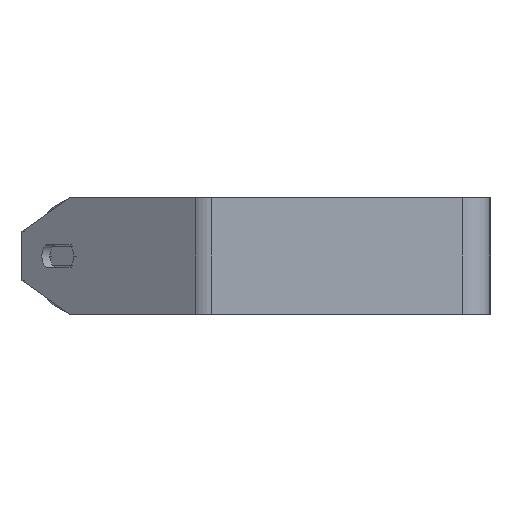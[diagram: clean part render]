
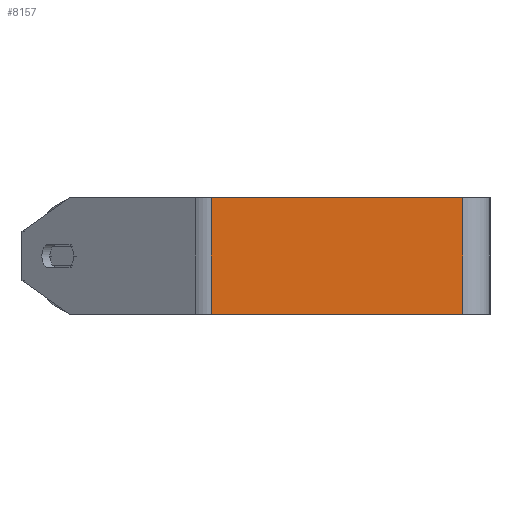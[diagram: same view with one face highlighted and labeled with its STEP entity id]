
A CAD part, left-side view. The second image highlights one B-rep face of the part: STEP entity #8157.
In plain terms, the highlighted planar face has unit normal (-1, 0, 0).
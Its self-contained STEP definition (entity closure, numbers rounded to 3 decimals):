
#506 = CARTESIAN_POINT ( 'NONE',  ( -400., 147.637, 30. ) ) ;
#611 = AXIS2_PLACEMENT_3D ( 'NONE', #506, #8691, #3201 ) ;
#627 = CARTESIAN_POINT ( 'NONE',  ( -400., 14., -30. ) ) ;
#1061 = CARTESIAN_POINT ( 'NONE',  ( -400., 143.223, 30. ) ) ;
#1230 = CARTESIAN_POINT ( 'NONE',  ( -400., 14., 30. ) ) ;
#1358 = ORIENTED_EDGE ( 'NONE', *, *, #7364, .T. ) ;
#1420 = VERTEX_POINT ( 'NONE', #5205 ) ;
#1549 = VECTOR ( 'NONE', #6301, 1000. ) ;
#1551 = EDGE_CURVE ( 'NONE', #8350, #5093, #7339, .T. ) ;
#1651 = DIRECTION ( 'NONE',  ( 0., -1., 0. ) ) ;
#2206 = EDGE_CURVE ( 'NONE', #1420, #5093, #8445, .T. ) ;
#2283 = CARTESIAN_POINT ( 'NONE',  ( -400., 147.637, -30. ) ) ;
#2797 = CARTESIAN_POINT ( 'NONE',  ( -400., 143.223, 30. ) ) ;
#3201 = DIRECTION ( 'NONE',  ( 0., 0., -1. ) ) ;
#3359 = EDGE_LOOP ( 'NONE', ( #6508, #3920, #4803, #1358 ) ) ;
#3920 = ORIENTED_EDGE ( 'NONE', *, *, #1551, .F. ) ;
#4167 = VECTOR ( 'NONE', #6149, 1000. ) ;
#4775 = CARTESIAN_POINT ( 'NONE',  ( -400., 147.637, 30. ) ) ;
#4803 = ORIENTED_EDGE ( 'NONE', *, *, #8268, .F. ) ;
#4988 = CARTESIAN_POINT ( 'NONE',  ( -400., 14., 30. ) ) ;
#5093 = VERTEX_POINT ( 'NONE', #627 ) ;
#5205 = CARTESIAN_POINT ( 'NONE',  ( -400., 143.223, -30. ) ) ;
#5488 = LINE ( 'NONE', #4775, #4167 ) ;
#5894 = PLANE ( 'NONE',  #611 ) ;
#6149 = DIRECTION ( 'NONE',  ( 0., -1., 0. ) ) ;
#6301 = DIRECTION ( 'NONE',  ( 0., 0., -1. ) ) ;
#6395 = VECTOR ( 'NONE', #1651, 1000. ) ;
#6490 = DIRECTION ( 'NONE',  ( 0., 0., -1. ) ) ;
#6508 = ORIENTED_EDGE ( 'NONE', *, *, #2206, .T. ) ;
#6638 = FACE_OUTER_BOUND ( 'NONE', #3359, .T. ) ;
#7163 = LINE ( 'NONE', #1061, #8563 ) ;
#7339 = LINE ( 'NONE', #1230, #1549 ) ;
#7364 = EDGE_CURVE ( 'NONE', #8316, #1420, #7163, .T. ) ;
#8157 = ADVANCED_FACE ( 'NONE', ( #6638 ), #5894, .F. ) ;
#8268 = EDGE_CURVE ( 'NONE', #8316, #8350, #5488, .T. ) ;
#8316 = VERTEX_POINT ( 'NONE', #2797 ) ;
#8350 = VERTEX_POINT ( 'NONE', #4988 ) ;
#8445 = LINE ( 'NONE', #2283, #6395 ) ;
#8563 = VECTOR ( 'NONE', #6490, 1000. ) ;
#8691 = DIRECTION ( 'NONE',  ( 1., 0., 0. ) ) ;
